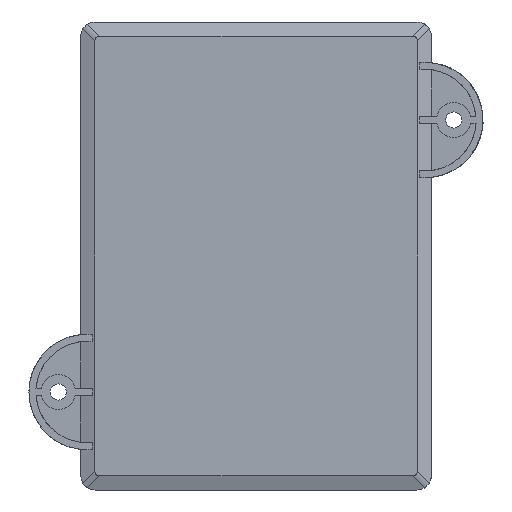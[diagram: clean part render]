
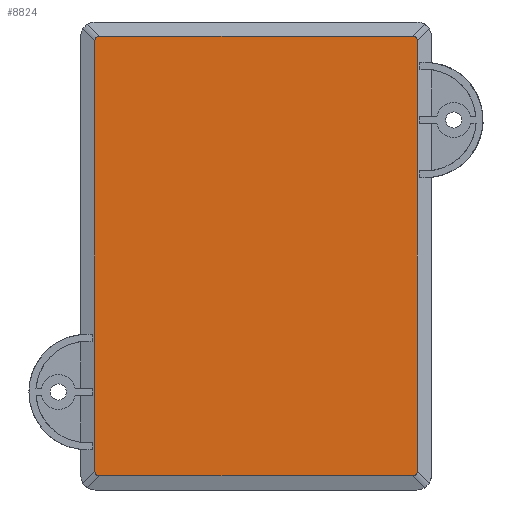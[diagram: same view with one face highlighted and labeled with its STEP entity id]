
A CAD part, front view. The second image highlights one B-rep face of the part: STEP entity #8824.
In plain terms, the highlighted planar face has unit normal (0, -1, 0).
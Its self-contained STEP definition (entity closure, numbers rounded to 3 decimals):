
#2510 = CARTESIAN_POINT ( 'NONE',  ( 2.762, 0., -2.355 ) ) ;
#3080 = CARTESIAN_POINT ( 'NONE',  ( 58.652, 0., -76.961 ) ) ;
#3092 = CARTESIAN_POINT ( 'NONE',  ( 58.652, 0., -2.355 ) ) ;
#3216 = DIRECTION ( 'NONE',  ( 0., 0., 1. ) ) ;
#3217 = VECTOR ( 'NONE', #3216, 1000. ) ;
#3218 = CARTESIAN_POINT ( 'NONE',  ( 58.652, 0., 0.936 ) ) ;
#3219 = LINE ( 'NONE', #3218, #3217 ) ;
#3533 = DIRECTION ( 'NONE',  ( 0., 0., -1. ) ) ;
#3534 = VECTOR ( 'NONE', #3533, 1000. ) ;
#3535 = CARTESIAN_POINT ( 'NONE',  ( 2.762, 0., -80.253 ) ) ;
#3536 = LINE ( 'NONE', #3535, #3534 ) ;
#3561 = CARTESIAN_POINT ( 'NONE',  ( 2.762, 0., -76.961 ) ) ;
#4472 = FACE_OUTER_BOUND ( 'NONE', #8702, .T. ) ;
#4506 = PLANE ( 'NONE',  #4574 ) ;
#4540 = CARTESIAN_POINT ( 'NONE',  ( 61.102, 0., -77.803 ) ) ;
#4541 = LINE ( 'NONE', #4540, #4645 ) ;
#4545 = DIRECTION ( 'NONE',  ( 0., 0., -1. ) ) ;
#4547 = DIRECTION ( 'NONE',  ( 0., -1., 0. ) ) ;
#4553 = CARTESIAN_POINT ( 'NONE',  ( 0., 0., 0. ) ) ;
#4559 = CARTESIAN_POINT ( 'NONE',  ( 2.762, 0., -2.355 ) ) ;
#4562 = CARTESIAN_POINT ( 'NONE',  ( 2.762, 0., -1.8 ) ) ;
#4564 = CARTESIAN_POINT ( 'NONE',  ( 3.048, 0., -1.514 ) ) ;
#4565 = CARTESIAN_POINT ( 'NONE',  ( 3.604, 0., -1.514 ) ) ;
#4573 =( BOUNDED_CURVE ( )  B_SPLINE_CURVE ( 3, ( #4565, #4564, #4562, #4559 ),
 .UNSPECIFIED., .F., .T. ) 
 B_SPLINE_CURVE_WITH_KNOTS ( ( 4, 4 ),
 ( 6.042, 6.525 ),
 .UNSPECIFIED. ) 
 CURVE ( )  GEOMETRIC_REPRESENTATION_ITEM ( )  RATIONAL_B_SPLINE_CURVE ( ( 1., 0.981, 0.981, 1. ) ) 
 REPRESENTATION_ITEM ( '' )  );
#4574 = AXIS2_PLACEMENT_3D ( 'NONE', #4553, #4547, #4545 ) ;
#4622 = DIRECTION ( 'NONE',  ( -1., 0., 0. ) ) ;
#4624 = VECTOR ( 'NONE', #4622, 1000. ) ;
#4625 = CARTESIAN_POINT ( 'NONE',  ( 0.312, 0., -1.514 ) ) ;
#4641 = LINE ( 'NONE', #4625, #4624 ) ;
#4643 = DIRECTION ( 'NONE',  ( 1., 0., 0. ) ) ;
#4645 = VECTOR ( 'NONE', #4643, 1000. ) ;
#4658 = CARTESIAN_POINT ( 'NONE',  ( 3.604, 0., -1.514 ) ) ;
#4708 = CARTESIAN_POINT ( 'NONE',  ( 58.652, 0., -76.961 ) ) ;
#4709 = CARTESIAN_POINT ( 'NONE',  ( 58.652, 0., -77.517 ) ) ;
#4710 = CARTESIAN_POINT ( 'NONE',  ( 58.366, 0., -77.803 ) ) ;
#4712 = CARTESIAN_POINT ( 'NONE',  ( 57.81, 0., -77.803 ) ) ;
#4721 =( BOUNDED_CURVE ( )  B_SPLINE_CURVE ( 3, ( #4712, #4710, #4709, #4708 ),
 .UNSPECIFIED., .F., .F. ) 
 B_SPLINE_CURVE_WITH_KNOTS ( ( 4, 4 ),
 ( 2.9, 3.383 ),
 .UNSPECIFIED. ) 
 CURVE ( )  GEOMETRIC_REPRESENTATION_ITEM ( )  RATIONAL_B_SPLINE_CURVE ( ( 1., 0.981, 0.981, 1. ) ) 
 REPRESENTATION_ITEM ( '' )  );
#4750 = CARTESIAN_POINT ( 'NONE',  ( 57.81, 0., -1.514 ) ) ;
#4752 = CARTESIAN_POINT ( 'NONE',  ( 58.366, 0., -1.514 ) ) ;
#4754 = CARTESIAN_POINT ( 'NONE',  ( 58.652, 0., -1.8 ) ) ;
#4756 = CARTESIAN_POINT ( 'NONE',  ( 58.652, 0., -2.355 ) ) ;
#4761 =( BOUNDED_CURVE ( )  B_SPLINE_CURVE ( 3, ( #4756, #4754, #4752, #4750 ),
 .UNSPECIFIED., .F., .F. ) 
 B_SPLINE_CURVE_WITH_KNOTS ( ( 4, 4 ),
 ( 6.042, 6.525 ),
 .UNSPECIFIED. ) 
 CURVE ( )  GEOMETRIC_REPRESENTATION_ITEM ( )  RATIONAL_B_SPLINE_CURVE ( ( 1., 0.981, 0.981, 1. ) ) 
 REPRESENTATION_ITEM ( '' )  );
#4766 = CARTESIAN_POINT ( 'NONE',  ( 3.604, 0., -77.803 ) ) ;
#4767 = CARTESIAN_POINT ( 'NONE',  ( 3.048, 0., -77.803 ) ) ;
#4768 = CARTESIAN_POINT ( 'NONE',  ( 2.762, 0., -77.517 ) ) ;
#4769 = CARTESIAN_POINT ( 'NONE',  ( 2.762, 0., -76.961 ) ) ;
#4781 =( BOUNDED_CURVE ( )  B_SPLINE_CURVE ( 3, ( #4769, #4768, #4767, #4766 ),
 .UNSPECIFIED., .F., .T. ) 
 B_SPLINE_CURVE_WITH_KNOTS ( ( 4, 4 ),
 ( 2.9, 3.383 ),
 .UNSPECIFIED. ) 
 CURVE ( )  GEOMETRIC_REPRESENTATION_ITEM ( )  RATIONAL_B_SPLINE_CURVE ( ( 1., 0.981, 0.981, 1. ) ) 
 REPRESENTATION_ITEM ( '' )  );
#5247 = CARTESIAN_POINT ( 'NONE',  ( 3.604, 0., -77.803 ) ) ;
#5252 = CARTESIAN_POINT ( 'NONE',  ( 57.81, 0., -1.514 ) ) ;
#5333 = CARTESIAN_POINT ( 'NONE',  ( 57.81, 0., -77.803 ) ) ;
#7174 = VERTEX_POINT ( 'NONE', #2510 ) ;
#7477 = VERTEX_POINT ( 'NONE', #3092 ) ;
#7483 = VERTEX_POINT ( 'NONE', #3080 ) ;
#7562 = EDGE_CURVE ( 'NONE', #7483, #7477, #3219, .T. ) ;
#7737 = EDGE_CURVE ( 'NONE', #7174, #7757, #3536, .T. ) ;
#7757 = VERTEX_POINT ( 'NONE', #3561 ) ;
#8649 = VERTEX_POINT ( 'NONE', #5252 ) ;
#8650 = ORIENTED_EDGE ( 'NONE', *, *, #7562, .T. ) ;
#8652 = ORIENTED_EDGE ( 'NONE', *, *, #8874, .T. ) ;
#8702 = EDGE_LOOP ( 'NONE', ( #8831, #8652, #8650, #8875, #8837, #8823, #8849, #8841 ) ) ;
#8704 = VERTEX_POINT ( 'NONE', #5247 ) ;
#8763 = VERTEX_POINT ( 'NONE', #5333 ) ;
#8822 = EDGE_CURVE ( 'NONE', #8862, #7174, #4573, .T. ) ;
#8823 = ORIENTED_EDGE ( 'NONE', *, *, #8822, .T. ) ;
#8824 = ADVANCED_FACE ( 'NONE', ( #4472 ), #4506, .T. ) ;
#8830 = EDGE_CURVE ( 'NONE', #8704, #8763, #4541, .T. ) ;
#8831 = ORIENTED_EDGE ( 'NONE', *, *, #8830, .T. ) ;
#8837 = ORIENTED_EDGE ( 'NONE', *, *, #8838, .T. ) ;
#8838 = EDGE_CURVE ( 'NONE', #8649, #8862, #4641, .T. ) ;
#8841 = ORIENTED_EDGE ( 'NONE', *, *, #8879, .T. ) ;
#8849 = ORIENTED_EDGE ( 'NONE', *, *, #7737, .T. ) ;
#8862 = VERTEX_POINT ( 'NONE', #4658 ) ;
#8874 = EDGE_CURVE ( 'NONE', #8763, #7483, #4721, .T. ) ;
#8875 = ORIENTED_EDGE ( 'NONE', *, *, #8880, .T. ) ;
#8879 = EDGE_CURVE ( 'NONE', #7757, #8704, #4781, .T. ) ;
#8880 = EDGE_CURVE ( 'NONE', #7477, #8649, #4761, .T. ) ;
